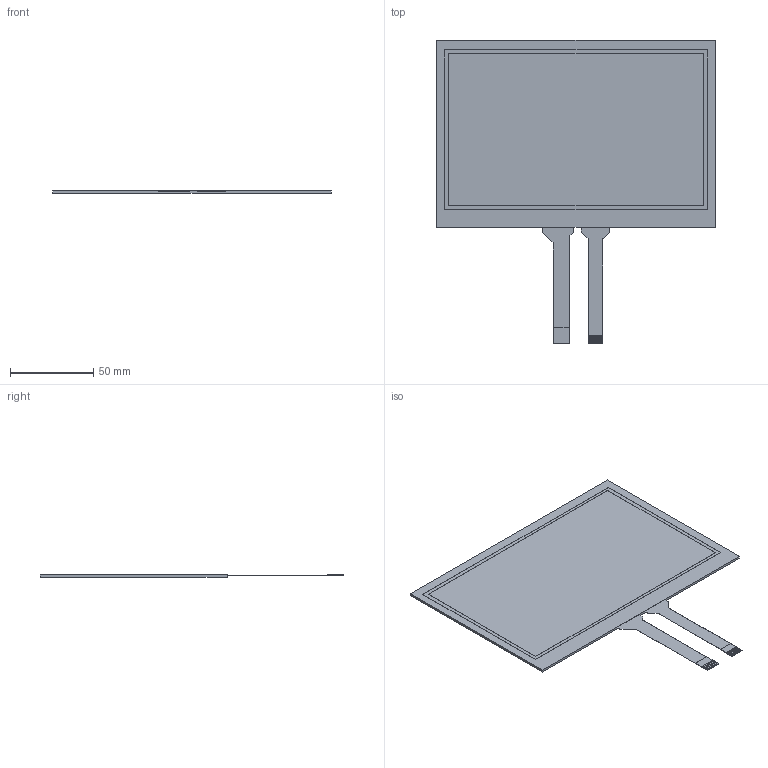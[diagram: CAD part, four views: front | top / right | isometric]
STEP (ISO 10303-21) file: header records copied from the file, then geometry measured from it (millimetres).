
FILE_DESCRIPTION(/* description */ (''),/* implementation_level */ '2;1');
FILE_NAME(/* name */ 'MTR-G070WB070A.stp',/* time_stamp */ '2023-06-02T14:03:34+09:00',/* author */ ('n-hirata'),/* organization */ (''),/* preprocessor_version */ 'ST-DEVELOPER v18.1',/* originating_system */ 'Autodesk Inventor 2020',/* authorisation */ '');
FILE_SCHEMA (('CONFIG_CONTROL_DESIGN'));
Length unit declared in the file: millimetre
Products named in the file (1): MTR-G070WB070A
Bounding box: 167.1 x 182.1 x 1.5 mm (x, y, z)
Volume: 26298.2 mm3; surface area: 41108.4 mm2
Topology: 1 solids, 1 shells, 190 faces, 566 edges, 396 vertices
Faces by surface type: plane 178, cylinder 12
Entity records: 6274 total; most frequent: CARTESIAN_POINT 1139, ORIENTED_EDGE 1104, DIRECTION 958, EDGE_CURVE 552, LINE 528, VECTOR 528, VERTEX_POINT 368, AXIS2_PLACEMENT_3D 215
